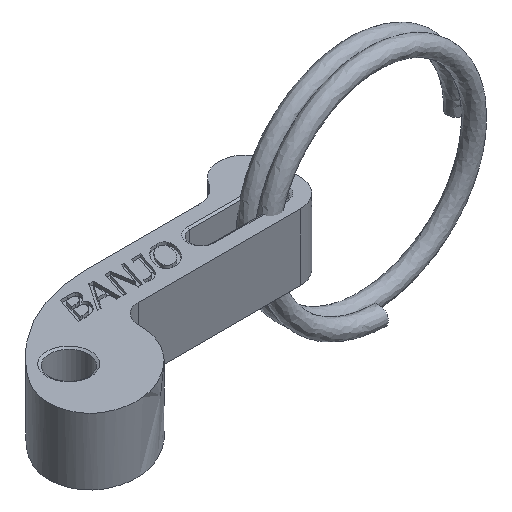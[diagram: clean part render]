
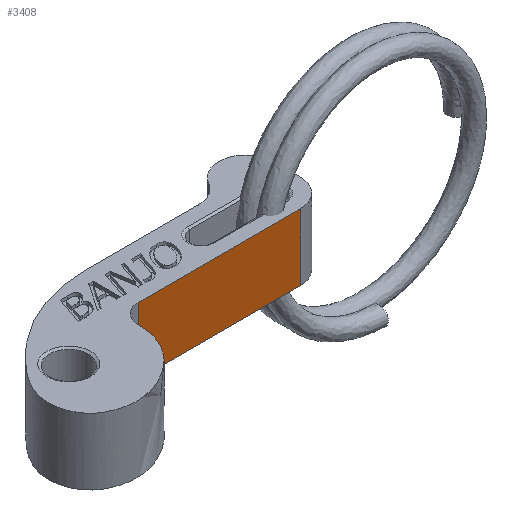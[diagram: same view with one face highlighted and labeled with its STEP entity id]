
A CAD part, isometric view. The second image highlights one B-rep face of the part: STEP entity #3408.
In plain terms, the highlighted planar face has unit normal (0, -1, 0).
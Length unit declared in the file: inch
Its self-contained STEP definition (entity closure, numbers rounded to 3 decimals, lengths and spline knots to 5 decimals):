
#473=FACE_OUTER_BOUND('',#682,.T.);
#682=EDGE_LOOP('',(#3099,#3100,#3101,#3102));
#827=LINE('',#5087,#1153);
#979=LINE('',#6029,#1305);
#1010=LINE('',#6120,#1336);
#1011=LINE('',#6122,#1337);
#1153=VECTOR('',#3849,0.3937);
#1305=VECTOR('',#4105,0.3937);
#1336=VECTOR('',#4214,0.3937);
#1337=VECTOR('',#4217,0.3937);
#1483=VERTEX_POINT('',#5084);
#1484=VERTEX_POINT('',#5086);
#1637=VERTEX_POINT('',#6026);
#1638=VERTEX_POINT('',#6028);
#1873=EDGE_CURVE('',#1484,#1483,#827,.T.);
#2098=EDGE_CURVE('',#1638,#1637,#979,.T.);
#2142=EDGE_CURVE('',#1483,#1638,#1010,.T.);
#2143=EDGE_CURVE('',#1484,#1637,#1011,.T.);
#3099=ORIENTED_EDGE('',*,*,#2098,.T.);
#3100=ORIENTED_EDGE('',*,*,#2143,.F.);
#3101=ORIENTED_EDGE('',*,*,#1873,.T.);
#3102=ORIENTED_EDGE('',*,*,#2142,.T.);
#3224=PLANE('',#3609);
#3408=ADVANCED_FACE('',(#473),#3224,.T.);
#3609=AXIS2_PLACEMENT_3D('',#6121,#4215,#4216);
#3849=DIRECTION('',(1.,0.,0.));
#4105=DIRECTION('',(-1.,0.,0.));
#4214=DIRECTION('',(0.,0.,1.));
#4215=DIRECTION('center_axis',(0.,-1.,0.));
#4216=DIRECTION('ref_axis',(0.,0.,-1.));
#4217=DIRECTION('',(0.,0.,1.));
#5084=CARTESIAN_POINT('',(1.646,0.122,-0.21875));
#5086=CARTESIAN_POINT('',(0.5771,0.122,-0.21875));
#5087=CARTESIAN_POINT('',(0.5771,0.122,-0.21875));
#6026=CARTESIAN_POINT('',(0.5771,0.122,0.21875));
#6028=CARTESIAN_POINT('',(1.646,0.122,0.21875));
#6029=CARTESIAN_POINT('',(0.5771,0.122,0.21875));
#6120=CARTESIAN_POINT('',(1.646,0.122,0.));
#6121=CARTESIAN_POINT('Origin',(1.646,0.122,0.));
#6122=CARTESIAN_POINT('',(0.5771,0.122,0.));
